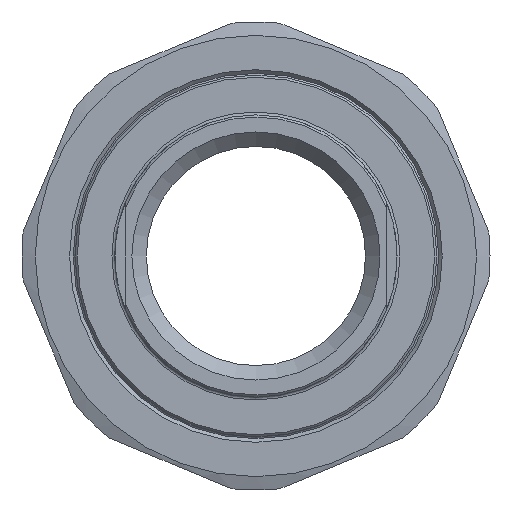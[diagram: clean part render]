
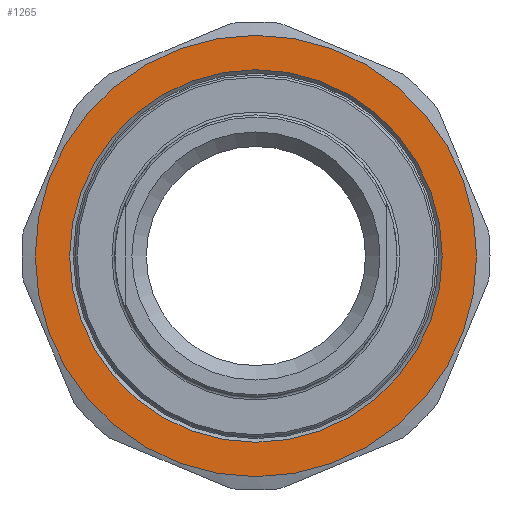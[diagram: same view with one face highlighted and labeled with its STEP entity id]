
A CAD part, left-side view. The second image highlights one B-rep face of the part: STEP entity #1265.
In plain terms, the highlighted planar face has unit normal (-1, 0, 0).
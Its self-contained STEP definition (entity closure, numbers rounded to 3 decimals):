
#38=FACE_BOUND('',#234,.T.);
#110=PLANE('',#1446);
#154=FACE_OUTER_BOUND('',#233,.T.);
#233=EDGE_LOOP('',(#960));
#234=EDGE_LOOP('',(#961));
#442=CIRCLE('',#1425,30.5);
#453=CIRCLE('',#1445,25.75);
#563=VERTEX_POINT('',#2161);
#572=VERTEX_POINT('',#2193);
#707=EDGE_CURVE('',#563,#563,#442,.T.);
#720=EDGE_CURVE('',#572,#572,#453,.T.);
#960=ORIENTED_EDGE('',*,*,#707,.T.);
#961=ORIENTED_EDGE('',*,*,#720,.F.);
#1265=ADVANCED_FACE('',(#154,#38),#110,.F.);
#1425=AXIS2_PLACEMENT_3D('',#2163,#1667,#1668);
#1445=AXIS2_PLACEMENT_3D('',#2194,#1709,#1710);
#1446=AXIS2_PLACEMENT_3D('',#2196,#1712,#1713);
#1667=DIRECTION('center_axis',(-1.,0.,0.));
#1668=DIRECTION('ref_axis',(0.,1.,0.));
#1709=DIRECTION('center_axis',(-1.,0.,0.));
#1710=DIRECTION('ref_axis',(0.,-1.,0.));
#1712=DIRECTION('center_axis',(1.,0.,0.));
#1713=DIRECTION('ref_axis',(0.,0.,-1.));
#2161=CARTESIAN_POINT('',(-20.,-30.5,0.));
#2163=CARTESIAN_POINT('Origin',(-20.,0.,0.));
#2193=CARTESIAN_POINT('',(-20.,25.75,0.));
#2194=CARTESIAN_POINT('Origin',(-20.,0.,0.));
#2196=CARTESIAN_POINT('Origin',(-20.,0.,0.));
